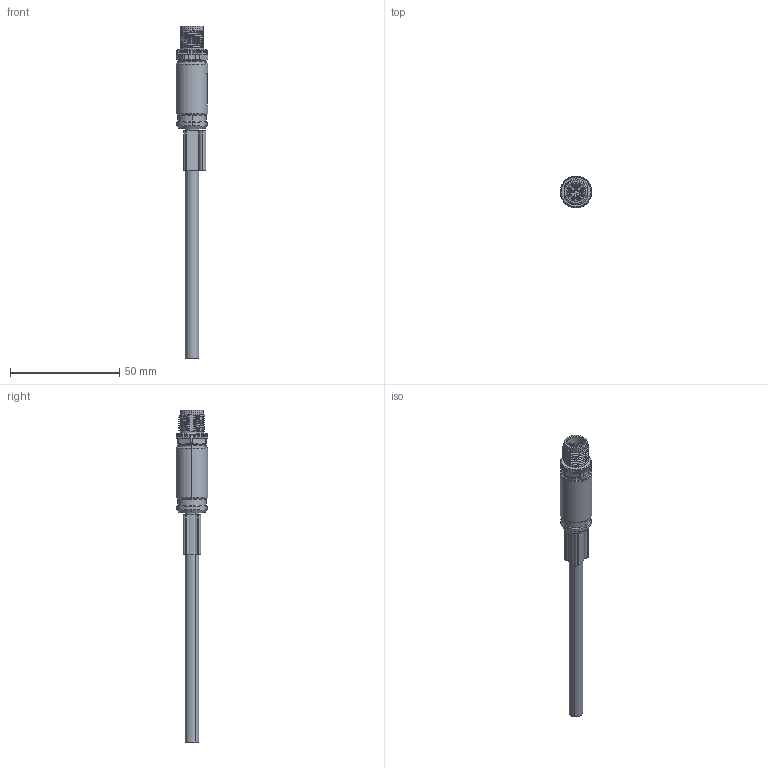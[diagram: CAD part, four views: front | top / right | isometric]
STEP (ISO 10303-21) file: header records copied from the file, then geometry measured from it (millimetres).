
FILE_DESCRIPTION (( 'STEP AP214' ), '1' );
FILE_NAME ('L83500A0000H50.STEP', '2020-01-09T13:04:56', ( '' ), ( '' ), 'SwSTEP 2.0', 'SolidWorks 2018', '' );
FILE_SCHEMA (( 'AUTOMOTIVE_DESIGN' ));
Length unit declared in the file: millimetre
Products named in the file (1): L83500A0000H50
Bounding box: 14.5 x 14.55 x 151.8 mm (x, y, z)
Volume: 9128.3 mm3; surface area: 7203.9 mm2
Topology: 4 solids, 6 shells, 560 faces, 1575 edges, 1039 vertices
Faces by surface type: cylinder 246, plane 214, bspline 53, cone 41, torus 6
Entity records: 30654 total; most frequent: CARTESIAN_POINT 16949, ORIENTED_EDGE 3118, DIRECTION 2573, EDGE_CURVE 1559, VERTEX_POINT 1039, AXIS2_PLACEMENT_3D 954, VECTOR 665, LINE 665
